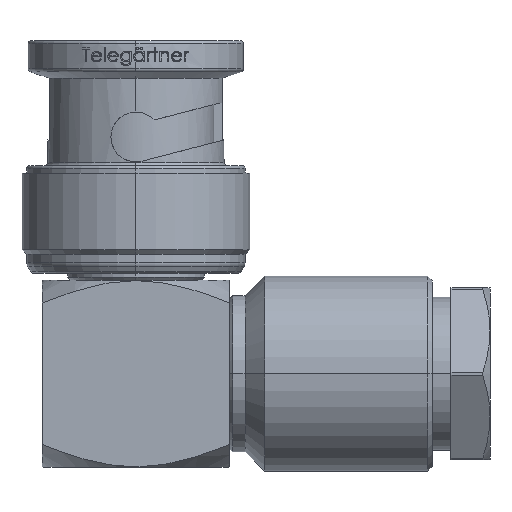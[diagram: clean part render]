
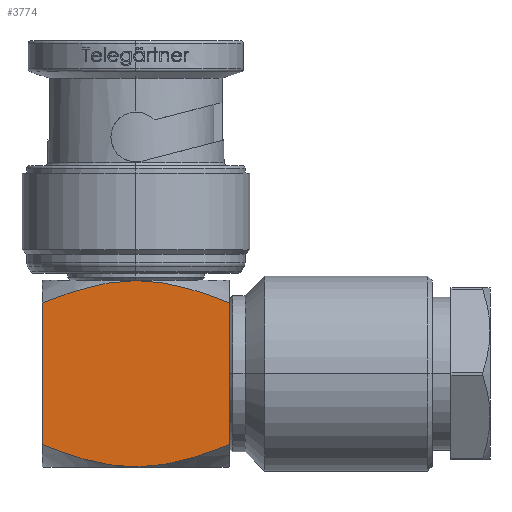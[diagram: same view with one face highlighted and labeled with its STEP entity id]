
A CAD part, left-side view. The second image highlights one B-rep face of the part: STEP entity #3774.
In plain terms, the highlighted planar face has unit normal (-1, 0, 0).
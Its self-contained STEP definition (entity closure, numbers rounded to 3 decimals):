
#250 = B_SPLINE_CURVE_WITH_KNOTS ( 'NONE', 3,
 ( #1387, #12727, #9754, #11351, #16838, #4221, #4099, #14146, #5664, #5536 ),
 .UNSPECIFIED., .F., .F.,
 ( 4, 2, 2, 2, 4 ),
 ( 0.007, 0.01, 0.011, 0.012, 0.013 ),
 .UNSPECIFIED. ) ;
#370 = FACE_OUTER_BOUND ( 'NONE', #8989, .T. ) ;
#541 = CARTESIAN_POINT ( 'NONE',  ( -6., 5.52, -1.268 ) ) ;
#848 = EDGE_CURVE ( 'NONE', #11729, #9329, #15651, .T. ) ;
#1067 = B_SPLINE_CURVE_WITH_KNOTS ( 'NONE', 3,
 ( #11114, #17986, #13715, #9755, #2625, #12480, #16769, #10980, #12417, #13958 ),
 .UNSPECIFIED., .F., .F.,
 ( 4, 2, 2, 2, 4 ),
 ( 0.022, 0.023, 0.023, 0.025, 0.028 ),
 .UNSPECIFIED. ) ;
#1074 = DIRECTION ( 'NONE',  ( -1., 0., 0. ) ) ;
#1387 = CARTESIAN_POINT ( 'NONE',  ( -6., -6., -1.464 ) ) ;
#1964 = CARTESIAN_POINT ( 'NONE',  ( -6., 3.556, -0.583 ) ) ;
#2025 = CARTESIAN_POINT ( 'NONE',  ( -6., 4.053, -0.739 ) ) ;
#2625 = CARTESIAN_POINT ( 'NONE',  ( -6., -1.296, -11.894 ) ) ;
#2684 = CARTESIAN_POINT ( 'NONE',  ( -6., -6., -1.464 ) ) ;
#2722 = CARTESIAN_POINT ( 'NONE',  ( -6., 5.036, -10.918 ) ) ;
#3578 = EDGE_CURVE ( 'NONE', #9770, #13738, #11648, .T. ) ;
#3774 = ADVANCED_FACE ( 'NONE', ( #370 ), #9569, .T. ) ;
#3823 = CARTESIAN_POINT ( 'NONE',  ( -6., 6., -1.464 ) ) ;
#4096 = CARTESIAN_POINT ( 'NONE',  ( -6., 0., -0.029 ) ) ;
#4099 = CARTESIAN_POINT ( 'NONE',  ( -6., -1.038, -0.077 ) ) ;
#4221 = CARTESIAN_POINT ( 'NONE',  ( -6., -1.296, -0.106 ) ) ;
#4308 = DIRECTION ( 'NONE',  ( 0., 0., -1. ) ) ;
#4934 = ORIENTED_EDGE ( 'NONE', *, *, #12565, .F. ) ;
#5536 = CARTESIAN_POINT ( 'NONE',  ( -6., 0., -0.029 ) ) ;
#5574 = EDGE_CURVE ( 'NONE', #17947, #9770, #250, .T. ) ;
#5576 = CARTESIAN_POINT ( 'NONE',  ( -6., 6., -10.536 ) ) ;
#5664 = CARTESIAN_POINT ( 'NONE',  ( -6., -0.258, -0.029 ) ) ;
#6517 = LINE ( 'NONE', #8552, #11391 ) ;
#6977 = CARTESIAN_POINT ( 'NONE',  ( -6., -6., -12. ) ) ;
#7105 = CARTESIAN_POINT ( 'NONE',  ( -6., 6., -10.536 ) ) ;
#7599 = CARTESIAN_POINT ( 'NONE',  ( -6., 2.057, -0.19 ) ) ;
#8552 = CARTESIAN_POINT ( 'NONE',  ( -6., 6., 0. ) ) ;
#8989 = EDGE_LOOP ( 'NONE', ( #4934, #11711, #14969, #16437, #9550, #16621 ) ) ;
#9041 = LINE ( 'NONE', #6977, #13898 ) ;
#9329 = VERTEX_POINT ( 'NONE', #11440 ) ;
#9550 = ORIENTED_EDGE ( 'NONE', *, *, #5574, .T. ) ;
#9569 = PLANE ( 'NONE',  #14756 ) ;
#9754 = CARTESIAN_POINT ( 'NONE',  ( -6., -4.063, -0.717 ) ) ;
#9755 = CARTESIAN_POINT ( 'NONE',  ( -6., -1.038, -11.923 ) ) ;
#9770 = VERTEX_POINT ( 'NONE', #4096 ) ;
#10505 = CARTESIAN_POINT ( 'NONE',  ( -6., 1.041, -0.029 ) ) ;
#10980 = CARTESIAN_POINT ( 'NONE',  ( -6., -4.063, -11.283 ) ) ;
#11114 = CARTESIAN_POINT ( 'NONE',  ( -6., 0., -11.971 ) ) ;
#11144 = CARTESIAN_POINT ( 'NONE',  ( -6., 2.057, -11.81 ) ) ;
#11203 = CARTESIAN_POINT ( 'NONE',  ( -6., 3.556, -11.417 ) ) ;
#11287 = VERTEX_POINT ( 'NONE', #15415 ) ;
#11351 = CARTESIAN_POINT ( 'NONE',  ( -6., -2.567, -0.324 ) ) ;
#11391 = VECTOR ( 'NONE', #17190, 1000. ) ;
#11440 = CARTESIAN_POINT ( 'NONE',  ( -6., 0., -11.971 ) ) ;
#11648 = B_SPLINE_CURVE_WITH_KNOTS ( 'NONE', 3,
 ( #17530, #10505, #7599, #1964, #2025, #17472, #541, #3823 ),
 .UNSPECIFIED., .F., .F.,
 ( 4, 2, 2, 4 ),
 ( 0.013, 0.016, 0.018, 0.019 ),
 .UNSPECIFIED. ) ;
#11711 = ORIENTED_EDGE ( 'NONE', *, *, #848, .T. ) ;
#11729 = VERTEX_POINT ( 'NONE', #5576 ) ;
#11736 = EDGE_CURVE ( 'NONE', #17947, #11287, #9041, .T. ) ;
#12417 = CARTESIAN_POINT ( 'NONE',  ( -6., -5.042, -10.927 ) ) ;
#12480 = CARTESIAN_POINT ( 'NONE',  ( -6., -2.063, -11.783 ) ) ;
#12565 = EDGE_CURVE ( 'NONE', #11729, #13738, #6517, .T. ) ;
#12727 = CARTESIAN_POINT ( 'NONE',  ( -6., -5.042, -1.073 ) ) ;
#13715 = CARTESIAN_POINT ( 'NONE',  ( -6., -0.519, -11.961 ) ) ;
#13738 = VERTEX_POINT ( 'NONE', #16218 ) ;
#13898 = VECTOR ( 'NONE', #4308, 1000. ) ;
#13958 = CARTESIAN_POINT ( 'NONE',  ( -6., -6., -10.536 ) ) ;
#14146 = CARTESIAN_POINT ( 'NONE',  ( -6., -0.519, -0.039 ) ) ;
#14361 = EDGE_CURVE ( 'NONE', #9329, #11287, #1067, .T. ) ;
#14756 = AXIS2_PLACEMENT_3D ( 'NONE', #16894, #1074, #18331 ) ;
#14969 = ORIENTED_EDGE ( 'NONE', *, *, #14361, .T. ) ;
#15402 = CARTESIAN_POINT ( 'NONE',  ( -6., 5.52, -10.732 ) ) ;
#15415 = CARTESIAN_POINT ( 'NONE',  ( -6., -6., -10.536 ) ) ;
#15519 = CARTESIAN_POINT ( 'NONE',  ( -6., 0., -11.971 ) ) ;
#15651 = B_SPLINE_CURVE_WITH_KNOTS ( 'NONE', 3,
 ( #7105, #15402, #2722, #18197, #11203, #11144, #16803, #15519 ),
 .UNSPECIFIED., .F., .F.,
 ( 4, 2, 2, 4 ),
 ( 0.016, 0.017, 0.019, 0.022 ),
 .UNSPECIFIED. ) ;
#16218 = CARTESIAN_POINT ( 'NONE',  ( -6., 6., -1.464 ) ) ;
#16437 = ORIENTED_EDGE ( 'NONE', *, *, #11736, .F. ) ;
#16621 = ORIENTED_EDGE ( 'NONE', *, *, #3578, .T. ) ;
#16769 = CARTESIAN_POINT ( 'NONE',  ( -6., -2.567, -11.676 ) ) ;
#16803 = CARTESIAN_POINT ( 'NONE',  ( -6., 1.041, -11.971 ) ) ;
#16838 = CARTESIAN_POINT ( 'NONE',  ( -6., -2.063, -0.217 ) ) ;
#16894 = CARTESIAN_POINT ( 'NONE',  ( -6., 0., 0. ) ) ;
#17190 = DIRECTION ( 'NONE',  ( 0., 0., 1. ) ) ;
#17472 = CARTESIAN_POINT ( 'NONE',  ( -6., 5.036, -1.082 ) ) ;
#17530 = CARTESIAN_POINT ( 'NONE',  ( -6., 0., -0.029 ) ) ;
#17947 = VERTEX_POINT ( 'NONE', #2684 ) ;
#17986 = CARTESIAN_POINT ( 'NONE',  ( -6., -0.258, -11.971 ) ) ;
#18197 = CARTESIAN_POINT ( 'NONE',  ( -6., 4.053, -11.261 ) ) ;
#18331 = DIRECTION ( 'NONE',  ( 0., 0., 1. ) ) ;
